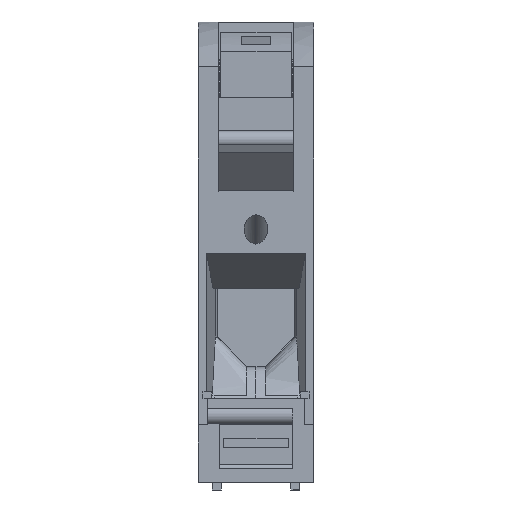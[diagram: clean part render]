
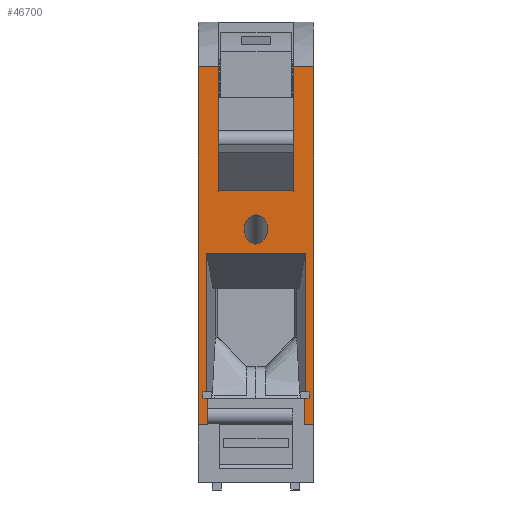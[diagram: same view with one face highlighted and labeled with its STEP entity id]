
A CAD part, front view. The second image highlights one B-rep face of the part: STEP entity #46700.
In plain terms, the highlighted face is planar.
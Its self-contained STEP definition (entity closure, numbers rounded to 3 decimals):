
#3540=CARTESIAN_POINT('',(-46.016,-81.617,
0.));
#3550=VERTEX_POINT('',#3540);
#3580=CARTESIAN_POINT('',(-46.016,-49.182,
0.));
#3590=DIRECTION('',(0.,1.,0.));
#3600=VECTOR('',#3590,1.);
#3610=LINE('',#3580,#3600);
#3620=CARTESIAN_POINT('',(-46.016,-4.161,
0.));
#3630=VERTEX_POINT('',#3620);
#3640=EDGE_CURVE('',#3550,#3630,#3610,.T.);
#4310=CARTESIAN_POINT('',(-46.016,-4.161,
-23.));
#4320=VERTEX_POINT('',#4310);
#4490=CARTESIAN_POINT('',(-46.016,-9.846,
-23.));
#4500=VERTEX_POINT('',#4490);
#4530=CARTESIAN_POINT('',(-46.016,0.,
-23.));
#4540=DIRECTION('',(0.,1.,0.));
#4550=VECTOR('',#4540,1.);
#4560=LINE('',#4530,#4550);
#4570=EDGE_CURVE('',#4500,#4320,#4560,.T.);
#6600=CARTESIAN_POINT('',(-46.016,-9.846,
-2.));
#6610=VERTEX_POINT('',#6600);
#6970=CARTESIAN_POINT('',(-46.016,-4.161,
-2.));
#6980=VERTEX_POINT('',#6970);
#7010=CARTESIAN_POINT('',(-46.016,0.,
-2.));
#7020=DIRECTION('',(0.,1.,0.));
#7030=VECTOR('',#7020,1.);
#7040=LINE('',#7010,#7030);
#7050=EDGE_CURVE('',#6610,#6980,#7040,.T.);
#10900=CARTESIAN_POINT('',(-46.016,-9.846,
-24.));
#10910=VERTEX_POINT('',#10900);
#10940=CARTESIAN_POINT('',(-46.016,-9.846,
0.));
#10950=DIRECTION('',(0.,0.,-1.));
#10960=VECTOR('',#10950,1.);
#10970=LINE('',#10940,#10960);
#10980=EDGE_CURVE('',#4500,#10910,#10970,.T.);
#11080=CARTESIAN_POINT('',(-46.016,-9.846,
-1.));
#11090=VERTEX_POINT('',#11080);
#11100=EDGE_CURVE('',#11090,#6610,#10970,.T.);
#11500=CARTESIAN_POINT('',(-46.016,0.,
-1.));
#11510=DIRECTION('',(0.,-1.,0.));
#11520=VECTOR('',#11510,1.);
#11530=LINE('',#11500,#11520);
#11540=CARTESIAN_POINT('',(-46.016,-11.246,
-1.));
#11550=VERTEX_POINT('',#11540);
#11560=EDGE_CURVE('',#11090,#11550,#11530,.T.);
#12230=CARTESIAN_POINT('',(-46.016,-11.246,
-1.757));
#12240=VERTEX_POINT('',#12230);
#12270=CARTESIAN_POINT('',(-46.016,0.,
-1.757));
#12280=DIRECTION('',(0.,1.,0.));
#12290=VECTOR('',#12280,1.);
#12300=LINE('',#12270,#12290);
#12310=CARTESIAN_POINT('',(-46.016,-41.126,
-1.757));
#12320=VERTEX_POINT('',#12310);
#12330=EDGE_CURVE('',#12320,#12240,#12300,.T.);
#18570=CARTESIAN_POINT('',(-46.016,-41.126,
-23.243));
#18580=VERTEX_POINT('',#18570);
#18610=CARTESIAN_POINT('',(-46.016,0.,
-23.243));
#18620=DIRECTION('',(0.,1.,0.));
#18630=VECTOR('',#18620,1.);
#18640=LINE('',#18610,#18630);
#18650=CARTESIAN_POINT('',(-46.016,-11.246,
-23.243));
#18660=VERTEX_POINT('',#18650);
#18670=EDGE_CURVE('',#18580,#18660,#18640,.T.);
#19110=CARTESIAN_POINT('',(-46.016,-11.246,
-24.));
#19120=VERTEX_POINT('',#19110);
#19150=CARTESIAN_POINT('',(-46.016,0.,
-24.));
#19160=DIRECTION('',(0.,-1.,0.));
#19170=VECTOR('',#19160,1.);
#19180=LINE('',#19150,#19170);
#19190=EDGE_CURVE('',#10910,#19120,#19180,.T.);
#19630=CARTESIAN_POINT('',(-46.016,-11.246,
0.));
#19640=DIRECTION('',(0.,0.,-1.));
#19650=VECTOR('',#19640,1.);
#19660=LINE('',#19630,#19650);
#19670=EDGE_CURVE('',#18660,#19120,#19660,.T.);
#24980=CARTESIAN_POINT('',(-46.016,-41.126,
0.));
#24990=DIRECTION('',(0.,0.,-1.));
#25000=VECTOR('',#24990,1.);
#25010=LINE('',#24980,#25000);
#25020=EDGE_CURVE('',#12320,#18580,#25010,.T.);
#28630=CARTESIAN_POINT('',(-46.016,-4.161,
-25.));
#28640=VERTEX_POINT('',#28630);
#28670=CARTESIAN_POINT('',(-46.016,0.,
-25.));
#28680=DIRECTION('',(0.,1.,0.));
#28690=VECTOR('',#28680,1.);
#28700=LINE('',#28670,#28690);
#28710=CARTESIAN_POINT('',(-46.016,-81.617,
-25.));
#28720=VERTEX_POINT('',#28710);
#28730=EDGE_CURVE('',#28720,#28640,#28700,.T.);
#36800=CARTESIAN_POINT('',(-46.016,-4.161,
-23.));
#36810=DIRECTION('',(0.,0.,1.));
#36820=VECTOR('',#36810,1.);
#36830=LINE('',#36800,#36820);
#36840=EDGE_CURVE('',#6980,#3630,#36830,.T.);
#44330=CARTESIAN_POINT('',(-46.016,-4.161,
0.));
#44340=DIRECTION('',(0.,0.,1.));
#44350=VECTOR('',#44340,1.);
#44360=LINE('',#44330,#44350);
#44370=EDGE_CURVE('',#28640,#4320,#44360,.T.);
#45900=CARTESIAN_POINT('',(-46.016,-81.617,
0.));
#45910=DIRECTION('',(1.,0.,0.));
#45920=DIRECTION('',(0.,-1.,0.));
#45930=AXIS2_PLACEMENT_3D('',#45900,#45910,#45920);
#45940=PLANE('',#45930);
#45950=CARTESIAN_POINT('',(-46.016,-46.436,
-12.5));
#45960=DIRECTION('',(1.,0.,0.));
#45970=DIRECTION('',(0.,-1.,0.));
#45980=AXIS2_PLACEMENT_3D('',#45950,#45960,#45970);
#45990=ELLIPSE('',#45980,3.113,2.55);
#46000=CARTESIAN_POINT('',(-46.016,-43.323,
-12.5));
#46010=VERTEX_POINT('',#46000);
#46020=CARTESIAN_POINT('',(-46.016,-49.549,
-12.5));
#46030=VERTEX_POINT('',#46020);
#46040=EDGE_CURVE('',#46010,#46030,#45990,.T.);
#46050=ORIENTED_EDGE('',*,*,#46040,.T.);
#46060=CARTESIAN_POINT('',(-46.016,-49.495,
-12.975));
#46070=VERTEX_POINT('',#46060);
#46080=EDGE_CURVE('',#46070,#46010,#45990,.T.);
#46090=ORIENTED_EDGE('',*,*,#46080,.T.);
#46100=EDGE_CURVE('',#46030,#46070,#45990,.T.);
#46110=ORIENTED_EDGE('',*,*,#46100,.T.);
#46120=EDGE_LOOP('',(#46110,#46090,#46050));
#46130=FACE_BOUND('',#46120,.T.);
#46140=ORIENTED_EDGE('',*,*,#4570,.T.);
#46150=ORIENTED_EDGE('',*,*,#10980,.F.);
#46160=ORIENTED_EDGE('',*,*,#19190,.F.);
#46170=ORIENTED_EDGE('',*,*,#19670,.T.);
#46180=ORIENTED_EDGE('',*,*,#18670,.T.);
#46190=ORIENTED_EDGE('',*,*,#25020,.T.);
#46200=ORIENTED_EDGE('',*,*,#12330,.F.);
#46210=CARTESIAN_POINT('',(-46.016,-11.246,
0.));
#46220=DIRECTION('',(0.,0.,-1.));
#46230=VECTOR('',#46220,1.);
#46240=LINE('',#46210,#46230);
#46250=EDGE_CURVE('',#11550,#12240,#46240,.T.);
#46260=ORIENTED_EDGE('',*,*,#46250,.T.);
#46270=ORIENTED_EDGE('',*,*,#11560,.T.);
#46280=ORIENTED_EDGE('',*,*,#11100,.F.);
#46290=ORIENTED_EDGE('',*,*,#7050,.F.);
#46300=ORIENTED_EDGE('',*,*,#36840,.F.);
#46310=ORIENTED_EDGE('',*,*,#3640,.T.);
#46320=CARTESIAN_POINT('',(-46.016,-81.617,
0.));
#46330=DIRECTION('',(0.,0.,-1.));
#46340=VECTOR('',#46330,1.);
#46350=LINE('',#46320,#46340);
#46360=CARTESIAN_POINT('',(-46.016,-81.617,
-4.35));
#46370=VERTEX_POINT('',#46360);
#46380=EDGE_CURVE('',#3550,#46370,#46350,.T.);
#46390=ORIENTED_EDGE('',*,*,#46380,.F.);
#46400=CARTESIAN_POINT('',(-46.016,0.,
-4.35));
#46410=DIRECTION('',(0.,1.,0.));
#46420=VECTOR('',#46410,1.);
#46430=LINE('',#46400,#46420);
#46440=CARTESIAN_POINT('',(-46.016,-54.848,
-4.35));
#46450=VERTEX_POINT('',#46440);
#46460=EDGE_CURVE('',#46370,#46450,#46430,.T.);
#46470=ORIENTED_EDGE('',*,*,#46460,.F.);
#46480=CARTESIAN_POINT('',(-46.016,-54.848,
0.));
#46490=DIRECTION('',(0.,0.,1.));
#46500=VECTOR('',#46490,1.);
#46510=LINE('',#46480,#46500);
#46520=CARTESIAN_POINT('',(-46.016,-54.848,
-20.65));
#46530=VERTEX_POINT('',#46520);
#46540=EDGE_CURVE('',#46530,#46450,#46510,.T.);
#46550=ORIENTED_EDGE('',*,*,#46540,.T.);
#46560=CARTESIAN_POINT('',(-46.016,0.,
-20.65));
#46570=DIRECTION('',(0.,-1.,0.));
#46580=VECTOR('',#46570,1.);
#46590=LINE('',#46560,#46580);
#46600=CARTESIAN_POINT('',(-46.016,-81.617,
-20.65));
#46610=VERTEX_POINT('',#46600);
#46620=EDGE_CURVE('',#46530,#46610,#46590,.T.);
#46630=ORIENTED_EDGE('',*,*,#46620,.F.);
#46640=EDGE_CURVE('',#46610,#28720,#46350,.T.);
#46650=ORIENTED_EDGE('',*,*,#46640,.F.);
#46660=ORIENTED_EDGE('',*,*,#28730,.F.);
#46670=ORIENTED_EDGE('',*,*,#44370,.F.);
#46680=EDGE_LOOP('',(#46670,#46660,#46650,#46630,#46550,#46470,#46390,
#46310,#46300,#46290,#46280,#46270,#46260,#46200,#46190,#46180,#46170,
#46160,#46150,#46140));
#46690=FACE_OUTER_BOUND('',#46680,.T.);
#46700=ADVANCED_FACE('',(#46130,#46690),#45940,.F.);
